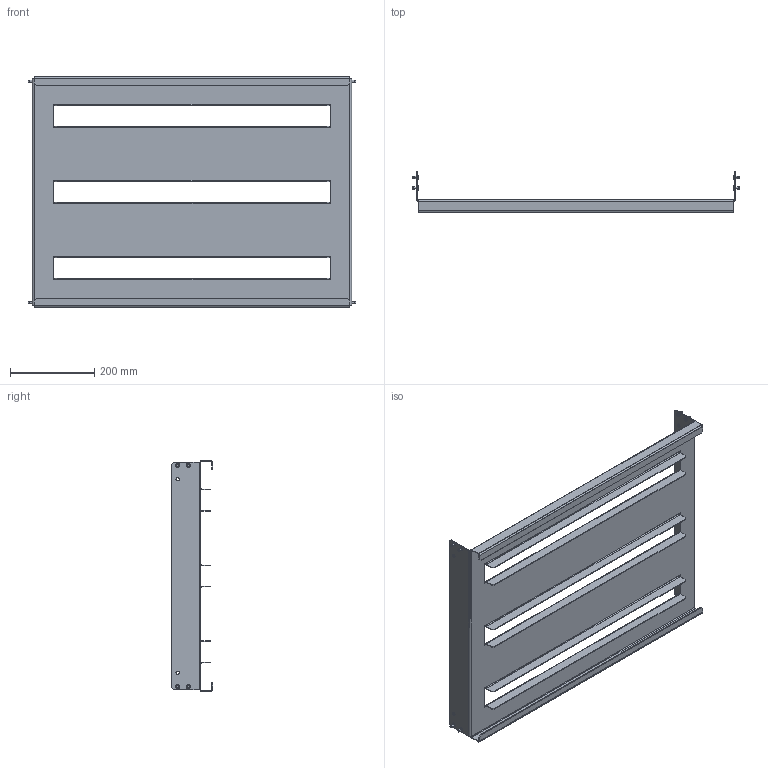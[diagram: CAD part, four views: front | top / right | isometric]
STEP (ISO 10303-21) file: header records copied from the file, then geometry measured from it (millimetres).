
FILE_DESCRIPTION (( 'STEP AP203' ), '1' );
FILE_NAME ('UR33200806000 Êîìïëåêò ïîëîê äëÿ RS52 80.60 (000.801.492-01).STEP', '2022-04-18T12:19:58', ( '' ), ( '' ), 'SwSTEP 2.0', 'SolidWorks 2017', '' );
FILE_SCHEMA (( 'CONFIG_CONTROL_DESIGN' ));
Length unit declared in the file: millimetre
Products named in the file (3): UR33200806000 Êîìïëåêò ïîëîê äëÿ RS52 80.60 (000.801.492-01); Âèíò DIN 7500 C TORX_Œ5å12; 068-012 Ïîëêà óñèëåííàÿ äëÿ RS52 60.60_01 (80.60)
Assembly tree (9 placements, depth 2):
  UR33200806000 Êîìïëåêò ïîëîê äëÿ RS52 80.60 (000.801.492-01)
    068-012 Ïîëêà óñèëåííàÿ äëÿ RS52 60.60_01 (80.60)
    Âèíò DIN 7500 C TORX_Œ5å12  x8
Bounding box: 777 x 98 x 547 mm (x, y, z)
Volume: 1083577.6 mm3; surface area: 1099411 mm2
Topology: 9 solids, 9 shells, 498 faces, 1304 edges, 832 vertices
Faces by surface type: plane 266, cylinder 184, cone 32, sphere 16
Entity records: 6761 total; most frequent: CARTESIAN_POINT 1179, DIRECTION 1075, ORIENTED_EDGE 1040, EDGE_CURVE 520, LINE 363, VECTOR 363, AXIS2_PLACEMENT_3D 356, VERTEX_POINT 314
